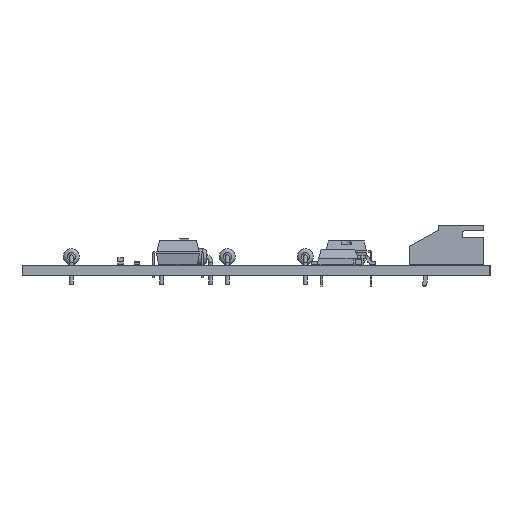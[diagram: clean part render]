
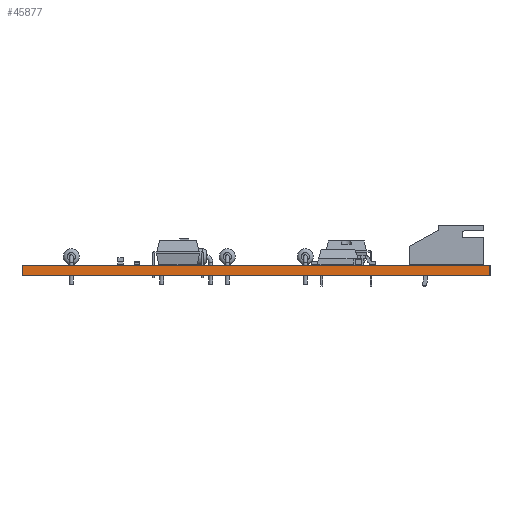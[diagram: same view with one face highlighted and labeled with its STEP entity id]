
A CAD part, left-side view. The second image highlights one B-rep face of the part: STEP entity #45877.
In plain terms, the highlighted planar face has unit normal (-1, 0, 0).
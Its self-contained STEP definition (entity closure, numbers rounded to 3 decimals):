
#45761 = EDGE_CURVE('',#45762,#45764,#45766,.T.);
#45762 = VERTEX_POINT('',#45763);
#45763 = CARTESIAN_POINT('',(105.41,-57.15,0.));
#45764 = VERTEX_POINT('',#45765);
#45765 = CARTESIAN_POINT('',(105.41,-57.15,1.6));
#45766 = SURFACE_CURVE('',#45767,(#45771,#45783),.PCURVE_S1.);
#45767 = LINE('',#45768,#45769);
#45768 = CARTESIAN_POINT('',(105.41,-57.15,0.));
#45769 = VECTOR('',#45770,1.);
#45770 = DIRECTION('',(0.,0.,1.));
#45771 = PCURVE('',#45772,#45777);
#45772 = PLANE('',#45773);
#45773 = AXIS2_PLACEMENT_3D('',#45774,#45775,#45776);
#45774 = CARTESIAN_POINT('',(105.41,-57.15,0.));
#45775 = DIRECTION('',(0.,1.,0.));
#45776 = DIRECTION('',(1.,0.,0.));
#45777 = DEFINITIONAL_REPRESENTATION('',(#45778),#45782);
#45778 = LINE('',#45779,#45780);
#45779 = CARTESIAN_POINT('',(0.,0.));
#45780 = VECTOR('',#45781,1.);
#45781 = DIRECTION('',(0.,-1.));
#45782 = ( GEOMETRIC_REPRESENTATION_CONTEXT(2) 
PARAMETRIC_REPRESENTATION_CONTEXT() REPRESENTATION_CONTEXT('2D SPACE',''
  ) );
#45783 = PCURVE('',#45784,#45789);
#45784 = PLANE('',#45785);
#45785 = AXIS2_PLACEMENT_3D('',#45786,#45787,#45788);
#45786 = CARTESIAN_POINT('',(105.41,-129.54,0.));
#45787 = DIRECTION('',(-1.,0.,0.));
#45788 = DIRECTION('',(0.,1.,0.));
#45789 = DEFINITIONAL_REPRESENTATION('',(#45790),#45794);
#45790 = LINE('',#45791,#45792);
#45791 = CARTESIAN_POINT('',(72.39,0.));
#45792 = VECTOR('',#45793,1.);
#45793 = DIRECTION('',(0.,-1.));
#45794 = ( GEOMETRIC_REPRESENTATION_CONTEXT(2) 
PARAMETRIC_REPRESENTATION_CONTEXT() REPRESENTATION_CONTEXT('2D SPACE',''
  ) );
#45812 = PLANE('',#45813);
#45813 = AXIS2_PLACEMENT_3D('',#45814,#45815,#45816);
#45814 = CARTESIAN_POINT('',(154.94,-93.345,1.6));
#45815 = DIRECTION('',(-0.,-0.,-1.));
#45816 = DIRECTION('',(-1.,0.,0.));
#45866 = PLANE('',#45867);
#45867 = AXIS2_PLACEMENT_3D('',#45868,#45869,#45870);
#45868 = CARTESIAN_POINT('',(154.94,-93.345,0.));
#45869 = DIRECTION('',(-0.,-0.,-1.));
#45870 = DIRECTION('',(-1.,0.,0.));
#45877 = ADVANCED_FACE('',(#45878),#45784,.T.);
#45878 = FACE_BOUND('',#45879,.T.);
#45879 = EDGE_LOOP('',(#45880,#45910,#45931,#45932));
#45880 = ORIENTED_EDGE('',*,*,#45881,.T.);
#45881 = EDGE_CURVE('',#45882,#45884,#45886,.T.);
#45882 = VERTEX_POINT('',#45883);
#45883 = CARTESIAN_POINT('',(105.41,-129.54,0.));
#45884 = VERTEX_POINT('',#45885);
#45885 = CARTESIAN_POINT('',(105.41,-129.54,1.6));
#45886 = SURFACE_CURVE('',#45887,(#45891,#45898),.PCURVE_S1.);
#45887 = LINE('',#45888,#45889);
#45888 = CARTESIAN_POINT('',(105.41,-129.54,0.));
#45889 = VECTOR('',#45890,1.);
#45890 = DIRECTION('',(0.,0.,1.));
#45891 = PCURVE('',#45784,#45892);
#45892 = DEFINITIONAL_REPRESENTATION('',(#45893),#45897);
#45893 = LINE('',#45894,#45895);
#45894 = CARTESIAN_POINT('',(0.,0.));
#45895 = VECTOR('',#45896,1.);
#45896 = DIRECTION('',(0.,-1.));
#45897 = ( GEOMETRIC_REPRESENTATION_CONTEXT(2) 
PARAMETRIC_REPRESENTATION_CONTEXT() REPRESENTATION_CONTEXT('2D SPACE',''
  ) );
#45898 = PCURVE('',#45899,#45904);
#45899 = PLANE('',#45900);
#45900 = AXIS2_PLACEMENT_3D('',#45901,#45902,#45903);
#45901 = CARTESIAN_POINT('',(204.47,-129.54,0.));
#45902 = DIRECTION('',(0.,-1.,0.));
#45903 = DIRECTION('',(-1.,0.,0.));
#45904 = DEFINITIONAL_REPRESENTATION('',(#45905),#45909);
#45905 = LINE('',#45906,#45907);
#45906 = CARTESIAN_POINT('',(99.06,0.));
#45907 = VECTOR('',#45908,1.);
#45908 = DIRECTION('',(0.,-1.));
#45909 = ( GEOMETRIC_REPRESENTATION_CONTEXT(2) 
PARAMETRIC_REPRESENTATION_CONTEXT() REPRESENTATION_CONTEXT('2D SPACE',''
  ) );
#45910 = ORIENTED_EDGE('',*,*,#45911,.T.);
#45911 = EDGE_CURVE('',#45884,#45764,#45912,.T.);
#45912 = SURFACE_CURVE('',#45913,(#45917,#45924),.PCURVE_S1.);
#45913 = LINE('',#45914,#45915);
#45914 = CARTESIAN_POINT('',(105.41,-129.54,1.6));
#45915 = VECTOR('',#45916,1.);
#45916 = DIRECTION('',(0.,1.,0.));
#45917 = PCURVE('',#45784,#45918);
#45918 = DEFINITIONAL_REPRESENTATION('',(#45919),#45923);
#45919 = LINE('',#45920,#45921);
#45920 = CARTESIAN_POINT('',(0.,-1.6));
#45921 = VECTOR('',#45922,1.);
#45922 = DIRECTION('',(1.,0.));
#45923 = ( GEOMETRIC_REPRESENTATION_CONTEXT(2) 
PARAMETRIC_REPRESENTATION_CONTEXT() REPRESENTATION_CONTEXT('2D SPACE',''
  ) );
#45924 = PCURVE('',#45812,#45925);
#45925 = DEFINITIONAL_REPRESENTATION('',(#45926),#45930);
#45926 = LINE('',#45927,#45928);
#45927 = CARTESIAN_POINT('',(49.53,-36.195));
#45928 = VECTOR('',#45929,1.);
#45929 = DIRECTION('',(0.,1.));
#45930 = ( GEOMETRIC_REPRESENTATION_CONTEXT(2) 
PARAMETRIC_REPRESENTATION_CONTEXT() REPRESENTATION_CONTEXT('2D SPACE',''
  ) );
#45931 = ORIENTED_EDGE('',*,*,#45761,.F.);
#45932 = ORIENTED_EDGE('',*,*,#45933,.F.);
#45933 = EDGE_CURVE('',#45882,#45762,#45934,.T.);
#45934 = SURFACE_CURVE('',#45935,(#45939,#45946),.PCURVE_S1.);
#45935 = LINE('',#45936,#45937);
#45936 = CARTESIAN_POINT('',(105.41,-129.54,0.));
#45937 = VECTOR('',#45938,1.);
#45938 = DIRECTION('',(0.,1.,0.));
#45939 = PCURVE('',#45784,#45940);
#45940 = DEFINITIONAL_REPRESENTATION('',(#45941),#45945);
#45941 = LINE('',#45942,#45943);
#45942 = CARTESIAN_POINT('',(0.,0.));
#45943 = VECTOR('',#45944,1.);
#45944 = DIRECTION('',(1.,0.));
#45945 = ( GEOMETRIC_REPRESENTATION_CONTEXT(2) 
PARAMETRIC_REPRESENTATION_CONTEXT() REPRESENTATION_CONTEXT('2D SPACE',''
  ) );
#45946 = PCURVE('',#45866,#45947);
#45947 = DEFINITIONAL_REPRESENTATION('',(#45948),#45952);
#45948 = LINE('',#45949,#45950);
#45949 = CARTESIAN_POINT('',(49.53,-36.195));
#45950 = VECTOR('',#45951,1.);
#45951 = DIRECTION('',(0.,1.));
#45952 = ( GEOMETRIC_REPRESENTATION_CONTEXT(2) 
PARAMETRIC_REPRESENTATION_CONTEXT() REPRESENTATION_CONTEXT('2D SPACE',''
  ) );
